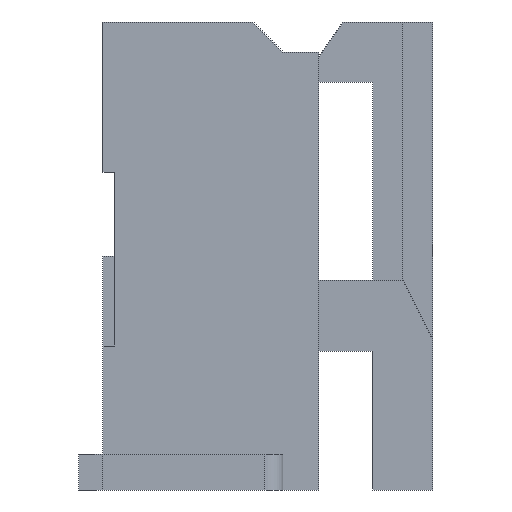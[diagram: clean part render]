
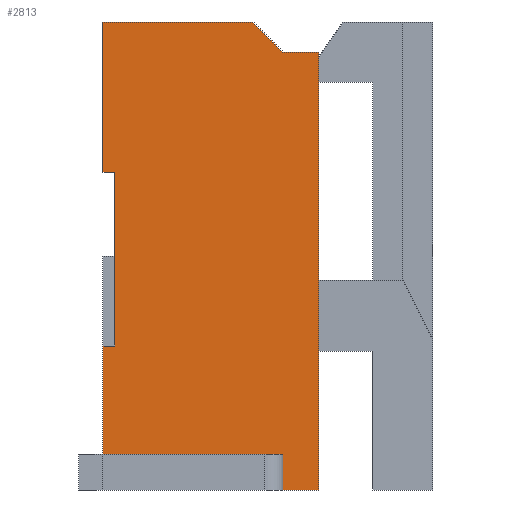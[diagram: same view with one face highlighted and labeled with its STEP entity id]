
A CAD part, left-side view. The second image highlights one B-rep face of the part: STEP entity #2813.
In plain terms, the highlighted planar face has unit normal (-1, 0, 0).
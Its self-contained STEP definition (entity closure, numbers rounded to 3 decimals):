
#62=DIRECTION('',(0.,-1.,0.));
#63=VECTOR('',#62,0.6);
#64=CARTESIAN_POINT('',(-2.3,-1.7,0.));
#65=LINE('',#64,#63);
#183=DIRECTION('',(0.,0.,-1.));
#184=VECTOR('',#183,2.507);
#185=CARTESIAN_POINT('',(-2.3,1.3,7.8));
#186=LINE('',#185,#184);
#199=DIRECTION('',(0.,0.,-1.));
#200=VECTOR('',#199,1.8);
#201=CARTESIAN_POINT('',(-2.3,1.3,2.4));
#202=LINE('',#201,#200);
#467=DIRECTION('',(0.,1.,0.));
#468=VECTOR('',#467,2.5);
#469=CARTESIAN_POINT('',(-2.3,-1.2,7.8));
#470=LINE('',#469,#468);
#568=DIRECTION('',(0.,1.,0.));
#569=VECTOR('',#568,3.);
#570=CARTESIAN_POINT('',(-2.3,-1.7,0.6));
#571=LINE('',#570,#569);
#637=DIRECTION('',(0.,0.,1.));
#638=VECTOR('',#637,0.6);
#639=CARTESIAN_POINT('',(-2.3,-1.7,0.));
#640=LINE('',#639,#638);
#897=DIRECTION('',(0.,0.,1.));
#898=VECTOR('',#897,2.893);
#899=CARTESIAN_POINT('',(-2.3,1.1,2.4));
#900=LINE('',#899,#898);
#901=DIRECTION('',(0.,-1.,0.));
#902=VECTOR('',#901,0.2);
#903=CARTESIAN_POINT('',(-2.3,1.3,5.293));
#904=LINE('',#903,#902);
#905=DIRECTION('',(0.,0.707,0.707));
#906=VECTOR('',#905,0.707);
#907=CARTESIAN_POINT('',(-2.3,-1.7,7.3));
#908=LINE('',#907,#906);
#909=DIRECTION('',(0.,-1.,0.));
#910=VECTOR('',#909,0.6);
#911=CARTESIAN_POINT('',(-2.3,-1.7,7.3));
#912=LINE('',#911,#910);
#913=DIRECTION('',(0.,-1.,0.));
#914=VECTOR('',#913,0.2);
#915=CARTESIAN_POINT('',(-2.3,1.3,2.4));
#916=LINE('',#915,#914);
#937=DIRECTION('',(0.,0.,-1.));
#938=VECTOR('',#937,7.3);
#939=CARTESIAN_POINT('',(-2.3,-2.3,7.3));
#940=LINE('',#939,#938);
#1169=CARTESIAN_POINT('',(-2.3,1.3,7.8));
#1171=VERTEX_POINT('',#1169);
#1289=CARTESIAN_POINT('',(-2.3,-2.3,7.3));
#1290=CARTESIAN_POINT('',(-2.3,-2.3,0.));
#1291=VERTEX_POINT('',#1289);
#1292=VERTEX_POINT('',#1290);
#1293=CARTESIAN_POINT('',(-2.3,-1.7,0.));
#1294=CARTESIAN_POINT('',(-2.3,-1.7,0.6));
#1295=VERTEX_POINT('',#1293);
#1296=VERTEX_POINT('',#1294);
#1325=CARTESIAN_POINT('',(-2.3,-1.7,7.3));
#1326=CARTESIAN_POINT('',(-2.3,-1.2,7.8));
#1327=VERTEX_POINT('',#1325);
#1328=VERTEX_POINT('',#1326);
#1389=CARTESIAN_POINT('',(-2.3,1.3,5.293));
#1391=VERTEX_POINT('',#1389);
#1417=CARTESIAN_POINT('',(-2.3,1.1,2.4));
#1418=VERTEX_POINT('',#1417);
#1419=CARTESIAN_POINT('',(-2.3,1.1,5.293));
#1420=VERTEX_POINT('',#1419);
#1511=CARTESIAN_POINT('',(-2.3,1.3,0.6));
#1512=VERTEX_POINT('',#1511);
#1525=CARTESIAN_POINT('',(-2.3,1.3,2.4));
#1526=VERTEX_POINT('',#1525);
#2792=CARTESIAN_POINT('',(-2.3,-1.7,7.8));
#2793=DIRECTION('',(1.,0.,0.));
#2794=DIRECTION('',(0.,1.,0.));
#2795=AXIS2_PLACEMENT_3D('',#2792,#2793,#2794);
#2796=PLANE('',#2795);
#2797=ORIENTED_EDGE('',*,*,#1664,.T.);
#2798=ORIENTED_EDGE('',*,*,#1694,.F.);
#2799=ORIENTED_EDGE('',*,*,#1754,.F.);
#2800=ORIENTED_EDGE('',*,*,#2199,.F.);
#2801=ORIENTED_EDGE('',*,*,#2238,.F.);
#2803=ORIENTED_EDGE('',*,*,#2802,.T.);
#2805=ORIENTED_EDGE('',*,*,#2804,.T.);
#2806=ORIENTED_EDGE('',*,*,#1568,.F.);
#2807=ORIENTED_EDGE('',*,*,#2385,.T.);
#2808=ORIENTED_EDGE('',*,*,#2305,.T.);
#2809=ORIENTED_EDGE('',*,*,#1784,.F.);
#2810=ORIENTED_EDGE('',*,*,#2025,.T.);
#2811=EDGE_LOOP('',(#2797,#2798,#2799,#2800,#2801,#2803,#2805,#2806,#2807,#2808,
#2809,#2810));
#2812=FACE_OUTER_BOUND('',#2811,.F.);
#1568=EDGE_CURVE('',#1295,#1292,#65,.T.);
#1664=EDGE_CURVE('',#1418,#1420,#900,.T.);
#1694=EDGE_CURVE('',#1391,#1420,#904,.T.);
#1754=EDGE_CURVE('',#1171,#1391,#186,.T.);
#1784=EDGE_CURVE('',#1526,#1512,#202,.T.);
#2025=EDGE_CURVE('',#1526,#1418,#916,.T.);
#2199=EDGE_CURVE('',#1328,#1171,#470,.T.);
#2238=EDGE_CURVE('',#1327,#1328,#908,.T.);
#2305=EDGE_CURVE('',#1296,#1512,#571,.T.);
#2385=EDGE_CURVE('',#1295,#1296,#640,.T.);
#2802=EDGE_CURVE('',#1327,#1291,#912,.T.);
#2804=EDGE_CURVE('',#1291,#1292,#940,.T.);
#2813=ADVANCED_FACE('',(#2812),#2796,.F.);
